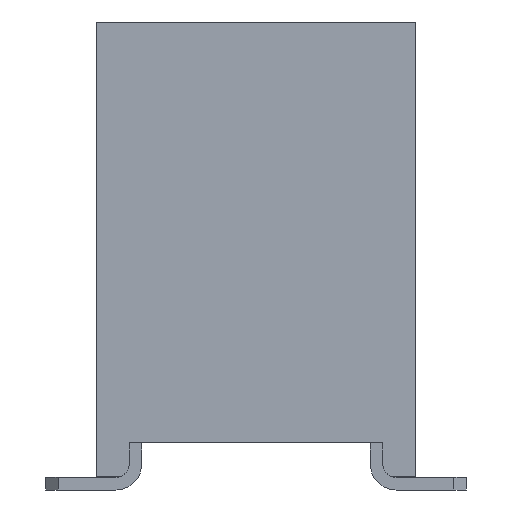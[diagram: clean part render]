
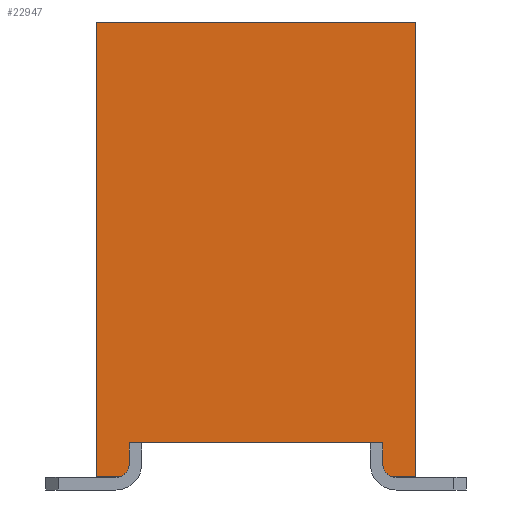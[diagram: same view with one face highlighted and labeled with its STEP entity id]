
A CAD part, left-side view. The second image highlights one B-rep face of the part: STEP entity #22947.
In plain terms, the highlighted planar face has unit normal (-1, 0, 0).
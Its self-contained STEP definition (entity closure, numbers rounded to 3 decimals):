
#280=CIRCLE('',#24399,0.2);
#282=CIRCLE('',#24402,0.2);
#2174=ORIENTED_EDGE('',*,*,#8544,.F.);
#2175=ORIENTED_EDGE('',*,*,#8957,.T.);
#2176=ORIENTED_EDGE('',*,*,#8958,.T.);
#2177=ORIENTED_EDGE('',*,*,#8959,.T.);
#2178=ORIENTED_EDGE('',*,*,#8960,.T.);
#2179=ORIENTED_EDGE('',*,*,#8954,.T.);
#2180=ORIENTED_EDGE('',*,*,#8538,.F.);
#2181=ORIENTED_EDGE('',*,*,#8549,.T.);
#2182=ORIENTED_EDGE('',*,*,#8961,.T.);
#2183=ORIENTED_EDGE('',*,*,#8546,.F.);
#8538=EDGE_CURVE('',#12056,#12057,#14316,.T.);
#8544=EDGE_CURVE('',#12062,#12063,#14322,.T.);
#8546=EDGE_CURVE('',#12063,#12064,#14324,.T.);
#8549=EDGE_CURVE('',#12056,#12066,#14327,.T.);
#8954=EDGE_CURVE('',#12322,#12057,#280,.T.);
#8957=EDGE_CURVE('',#12062,#12324,#282,.T.);
#8958=EDGE_CURVE('',#12324,#12325,#14733,.T.);
#8959=EDGE_CURVE('',#12325,#12326,#14734,.T.);
#8960=EDGE_CURVE('',#12326,#12322,#14735,.T.);
#8961=EDGE_CURVE('',#12066,#12064,#14736,.T.);
#12056=VERTEX_POINT('',#32928);
#12057=VERTEX_POINT('',#32929);
#12062=VERTEX_POINT('',#32940);
#12063=VERTEX_POINT('',#32942);
#12064=VERTEX_POINT('',#32946);
#12066=VERTEX_POINT('',#32952);
#12322=VERTEX_POINT('',#33770);
#12324=VERTEX_POINT('',#33776);
#12325=VERTEX_POINT('',#33778);
#12326=VERTEX_POINT('',#33780);
#14316=LINE('',#32927,#16806);
#14322=LINE('',#32941,#16812);
#14324=LINE('',#32945,#16814);
#14327=LINE('',#32951,#16817);
#14733=LINE('',#33777,#17223);
#14734=LINE('',#33779,#17224);
#14735=LINE('',#33781,#17225);
#14736=LINE('',#33782,#17226);
#16806=VECTOR('',#26307,1000.);
#16812=VECTOR('',#26315,1000.);
#16814=VECTOR('',#26319,1000.);
#16817=VECTOR('',#26324,1000.);
#17223=VECTOR('',#27052,1000.);
#17224=VECTOR('',#27053,1000.);
#17225=VECTOR('',#27054,1000.);
#17226=VECTOR('',#27055,1000.);
#19464=EDGE_LOOP('',(#2174,#2175,#2176,#2177,#2178,#2179,#2180,#2181,#2182,
#2183));
#20788=FACE_BOUND('',#19464,.T.);
#22104=PLANE('',#24401);
#22947=ADVANCED_FACE('',(#20788),#22104,.T.);
#24399=AXIS2_PLACEMENT_3D('',#33769,#27043,#27044);
#24401=AXIS2_PLACEMENT_3D('',#33774,#27048,#27049);
#24402=AXIS2_PLACEMENT_3D('',#33775,#27050,#27051);
#26307=DIRECTION('',(0.,1.,0.));
#26315=DIRECTION('',(0.,1.,0.));
#26319=DIRECTION('',(0.,0.,1.));
#26324=DIRECTION('',(0.,0.,1.));
#27043=DIRECTION('',(-1.,0.,0.));
#27044=DIRECTION('',(0.,0.,1.));
#27048=DIRECTION('',(-1.,0.,0.));
#27049=DIRECTION('',(0.,0.,1.));
#27050=DIRECTION('',(-1.,0.,0.));
#27051=DIRECTION('',(0.,0.,1.));
#27052=DIRECTION('',(0.,0.,1.));
#27053=DIRECTION('',(0.,-1.,0.));
#27054=DIRECTION('',(0.,0.,-1.));
#27055=DIRECTION('',(0.,1.,0.));
#32927=CARTESIAN_POINT('',(-10.41,-2.54,-3.62));
#32928=CARTESIAN_POINT('',(-10.41,-2.54,-3.62));
#32929=CARTESIAN_POINT('',(-10.41,-2.22,-3.62));
#32940=CARTESIAN_POINT('',(-10.41,2.22,-3.62));
#32941=CARTESIAN_POINT('',(-10.41,-2.54,-3.62));
#32942=CARTESIAN_POINT('',(-10.41,2.54,-3.62));
#32945=CARTESIAN_POINT('',(-10.41,2.54,-3.62));
#32946=CARTESIAN_POINT('',(-10.41,2.54,3.62));
#32951=CARTESIAN_POINT('',(-10.41,-2.54,-3.62));
#32952=CARTESIAN_POINT('',(-10.41,-2.54,3.62));
#33769=CARTESIAN_POINT('',(-10.41,-2.22,-3.42));
#33770=CARTESIAN_POINT('',(-10.41,-2.02,-3.42));
#33774=CARTESIAN_POINT('',(-10.41,-2.54,-3.62));
#33775=CARTESIAN_POINT('',(-10.41,2.22,-3.42));
#33776=CARTESIAN_POINT('',(-10.41,2.02,-3.42));
#33777=CARTESIAN_POINT('',(-10.41,2.02,-3.62));
#33778=CARTESIAN_POINT('',(-10.41,2.02,-3.08));
#33779=CARTESIAN_POINT('',(-10.41,-2.54,-3.08));
#33780=CARTESIAN_POINT('',(-10.41,-2.02,-3.08));
#33781=CARTESIAN_POINT('',(-10.41,-2.02,-3.62));
#33782=CARTESIAN_POINT('',(-10.41,-2.54,3.62));
